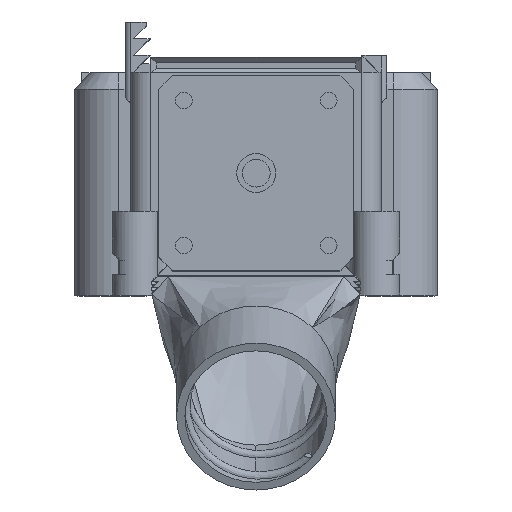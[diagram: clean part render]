
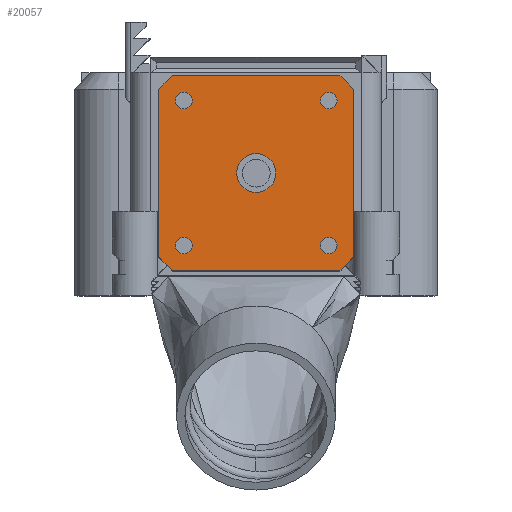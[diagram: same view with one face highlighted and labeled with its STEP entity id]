
A CAD part, top view. The second image highlights one B-rep face of the part: STEP entity #20057.
In plain terms, the highlighted face is planar.
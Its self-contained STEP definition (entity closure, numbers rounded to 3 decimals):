
#1128=FACE_BOUND('',#3693,.T.);
#1129=FACE_BOUND('',#3694,.T.);
#1130=FACE_BOUND('',#3695,.T.);
#1131=FACE_BOUND('',#3696,.T.);
#1132=FACE_BOUND('',#3697,.T.);
#1510=CIRCLE('',#21632,3.5);
#1512=CIRCLE('',#21635,1.5);
#1514=CIRCLE('',#21638,1.5);
#1516=CIRCLE('',#21641,1.5);
#1518=CIRCLE('',#21644,1.5);
#2559=FACE_OUTER_BOUND('',#3692,.T.);
#3692=EDGE_LOOP('',(#16099,#16100,#16101,#16102,#16103,#16104,#16105,#16106));
#3693=EDGE_LOOP('',(#16107));
#3694=EDGE_LOOP('',(#16108));
#3695=EDGE_LOOP('',(#16109));
#3696=EDGE_LOOP('',(#16110));
#3697=EDGE_LOOP('',(#16111));
#5350=LINE('',#32892,#7244);
#5353=LINE('',#32898,#7247);
#5356=LINE('',#32904,#7250);
#5359=LINE('',#32910,#7253);
#5362=LINE('',#32916,#7256);
#5365=LINE('',#32922,#7259);
#5368=LINE('',#32928,#7262);
#5371=LINE('',#32933,#7265);
#7244=VECTOR('',#25540,30.054);
#7247=VECTOR('',#25545,3.497);
#7250=VECTOR('',#25550,30.054);
#7253=VECTOR('',#25555,3.497);
#7256=VECTOR('',#25560,30.054);
#7259=VECTOR('',#25565,3.497);
#7262=VECTOR('',#25570,30.054);
#7265=VECTOR('',#25575,3.497);
#9062=VERTEX_POINT('',#32858);
#9064=VERTEX_POINT('',#32864);
#9066=VERTEX_POINT('',#32870);
#9068=VERTEX_POINT('',#32876);
#9070=VERTEX_POINT('',#32882);
#9072=VERTEX_POINT('',#32888);
#9074=VERTEX_POINT('',#32891);
#9076=VERTEX_POINT('',#32897);
#9078=VERTEX_POINT('',#32903);
#9080=VERTEX_POINT('',#32909);
#9082=VERTEX_POINT('',#32915);
#9084=VERTEX_POINT('',#32921);
#9086=VERTEX_POINT('',#32927);
#11538=EDGE_CURVE('',#9062,#9062,#1510,.T.);
#11541=EDGE_CURVE('',#9064,#9064,#1512,.T.);
#11544=EDGE_CURVE('',#9066,#9066,#1514,.T.);
#11547=EDGE_CURVE('',#9068,#9068,#1516,.T.);
#11550=EDGE_CURVE('',#9070,#9070,#1518,.T.);
#11554=EDGE_CURVE('',#9074,#9072,#5350,.T.);
#11557=EDGE_CURVE('',#9076,#9074,#5353,.T.);
#11560=EDGE_CURVE('',#9078,#9076,#5356,.T.);
#11563=EDGE_CURVE('',#9080,#9078,#5359,.T.);
#11566=EDGE_CURVE('',#9082,#9080,#5362,.T.);
#11569=EDGE_CURVE('',#9084,#9082,#5365,.T.);
#11572=EDGE_CURVE('',#9086,#9084,#5368,.T.);
#11575=EDGE_CURVE('',#9072,#9086,#5371,.T.);
#16099=ORIENTED_EDGE('',*,*,#11554,.T.);
#16100=ORIENTED_EDGE('',*,*,#11575,.T.);
#16101=ORIENTED_EDGE('',*,*,#11572,.T.);
#16102=ORIENTED_EDGE('',*,*,#11569,.T.);
#16103=ORIENTED_EDGE('',*,*,#11566,.T.);
#16104=ORIENTED_EDGE('',*,*,#11563,.T.);
#16105=ORIENTED_EDGE('',*,*,#11560,.T.);
#16106=ORIENTED_EDGE('',*,*,#11557,.T.);
#16107=ORIENTED_EDGE('',*,*,#11550,.T.);
#16108=ORIENTED_EDGE('',*,*,#11547,.T.);
#16109=ORIENTED_EDGE('',*,*,#11544,.T.);
#16110=ORIENTED_EDGE('',*,*,#11541,.T.);
#16111=ORIENTED_EDGE('',*,*,#11538,.T.);
#19240=PLANE('',#21654);
#20057=ADVANCED_FACE('',(#2559,#1128,#1129,#1130,#1131,#1132),#19240,.T.);
#21632=AXIS2_PLACEMENT_3D('',#32859,#25504,#25505);
#21635=AXIS2_PLACEMENT_3D('',#32865,#25511,#25512);
#21638=AXIS2_PLACEMENT_3D('',#32871,#25518,#25519);
#21641=AXIS2_PLACEMENT_3D('',#32877,#25525,#25526);
#21644=AXIS2_PLACEMENT_3D('',#32883,#25532,#25533);
#21654=AXIS2_PLACEMENT_3D('',#32935,#25577,#25578);
#25504=DIRECTION('center_axis',(0.,0.,1.));
#25505=DIRECTION('ref_axis',(1.,0.,0.));
#25511=DIRECTION('center_axis',(0.,0.,1.));
#25512=DIRECTION('ref_axis',(1.,0.,0.));
#25518=DIRECTION('center_axis',(0.,0.,1.));
#25519=DIRECTION('ref_axis',(1.,0.,0.));
#25525=DIRECTION('center_axis',(0.,0.,1.));
#25526=DIRECTION('ref_axis',(1.,0.,0.));
#25532=DIRECTION('center_axis',(0.,0.,1.));
#25533=DIRECTION('ref_axis',(1.,0.,0.));
#25540=DIRECTION('',(0.,-1.,0.));
#25545=DIRECTION('',(0.707,-0.707,0.));
#25550=DIRECTION('',(1.,0.,0.));
#25555=DIRECTION('',(0.707,0.707,0.));
#25560=DIRECTION('',(0.,1.,0.));
#25565=DIRECTION('',(-0.707,0.707,0.));
#25570=DIRECTION('',(-1.,0.,0.));
#25575=DIRECTION('',(-0.707,-0.707,0.));
#25577=DIRECTION('center_axis',(0.,0.,-1.));
#25578=DIRECTION('ref_axis',(-1.,0.,0.));
#32858=CARTESIAN_POINT('',(-69.697,77.621,21.21));
#32859=CARTESIAN_POINT('Origin',(-69.697,81.121,21.21));
#32864=CARTESIAN_POINT('',(-82.697,92.621,21.21));
#32865=CARTESIAN_POINT('Origin',(-82.697,94.121,21.21));
#32870=CARTESIAN_POINT('',(-56.697,92.621,21.21));
#32871=CARTESIAN_POINT('Origin',(-56.697,94.121,21.21));
#32876=CARTESIAN_POINT('',(-56.697,66.621,21.21));
#32877=CARTESIAN_POINT('Origin',(-56.697,68.121,21.21));
#32882=CARTESIAN_POINT('',(-82.697,66.621,21.21));
#32883=CARTESIAN_POINT('Origin',(-82.697,68.121,21.21));
#32888=CARTESIAN_POINT('',(-52.197,66.094,21.21));
#32891=CARTESIAN_POINT('',(-52.197,96.148,21.21));
#32892=CARTESIAN_POINT('',(-52.197,96.148,21.21));
#32897=CARTESIAN_POINT('',(-54.67,98.621,21.21));
#32898=CARTESIAN_POINT('',(-54.67,98.621,21.21));
#32903=CARTESIAN_POINT('',(-84.723,98.621,21.21));
#32904=CARTESIAN_POINT('',(-84.723,98.621,21.21));
#32909=CARTESIAN_POINT('',(-87.197,96.148,21.21));
#32910=CARTESIAN_POINT('',(-87.197,96.148,21.21));
#32915=CARTESIAN_POINT('',(-87.197,66.094,21.21));
#32916=CARTESIAN_POINT('',(-87.197,66.094,21.21));
#32921=CARTESIAN_POINT('',(-84.723,63.621,21.21));
#32922=CARTESIAN_POINT('',(-84.723,63.621,21.21));
#32927=CARTESIAN_POINT('',(-54.67,63.621,21.21));
#32928=CARTESIAN_POINT('',(-54.67,63.621,21.21));
#32933=CARTESIAN_POINT('',(-52.197,66.094,21.21));
#32935=CARTESIAN_POINT('Origin',(-52.197,63.621,21.21));
